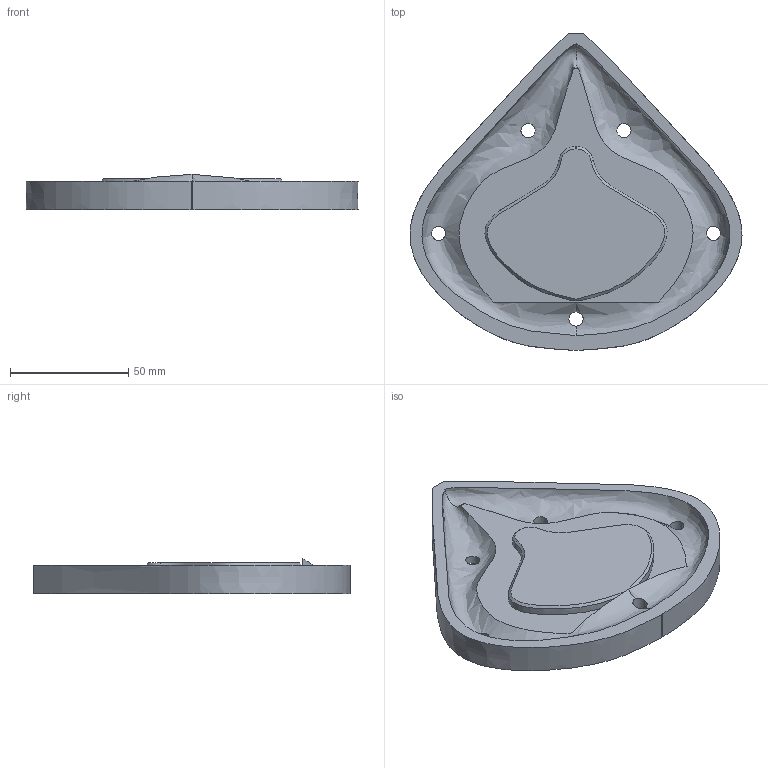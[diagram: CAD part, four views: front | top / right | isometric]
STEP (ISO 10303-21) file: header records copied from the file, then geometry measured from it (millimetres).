
FILE_DESCRIPTION( ( '' ), ' ' );
FILE_NAME( '5ea08bb310d1c814c1f87fc5.step', '2020-04-22T18:23:48', ( '' ), ( '' ), ' ', ' ', ' ' );
FILE_SCHEMA( ( 'AUTOMOTIVE_DESIGN { 1 0 10303 214 1 1 1 1 }' ) );
Length unit declared in the file: metre
Products named in the file (1): Mould part 1
Bounding box: 140.53 x 134.08 x 14.92 mm (x, y, z)
Volume: 122779 mm3; surface area: 32700.7 mm2
Topology: 1 solids, 1 shells, 29 faces, 73 edges, 47 vertices
Faces by surface type: plane 10, cylinder 7, bspline 6, extrusion 4, cone 2
Full cylindrical faces by diameter (mm): 6 x5
Entity records: 6022 total; most frequent: CARTESIAN_POINT 5163, ORIENTED_EDGE 134, DIRECTION 87, EDGE_CURVE 67, VERTEX_POINT 46, EDGE_LOOP 45, B_SPLINE_CURVE_WITH_KNOTS 39, FACE_OUTER_BOUND 34
